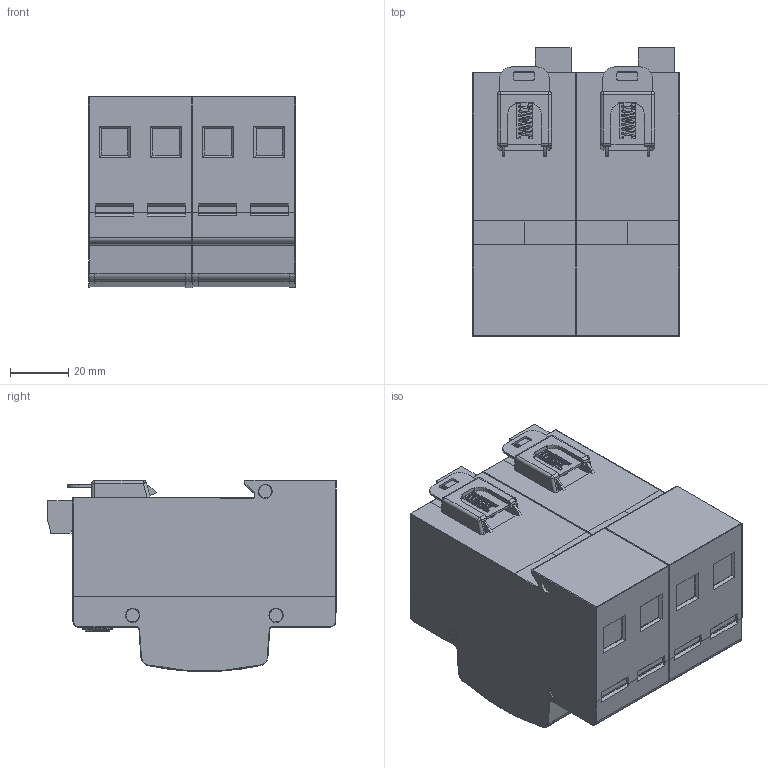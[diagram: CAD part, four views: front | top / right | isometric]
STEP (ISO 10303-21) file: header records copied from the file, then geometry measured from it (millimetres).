
FILE_DESCRIPTION (( 'STEP AP214' ), '1' );
FILE_NAME ('ﾊ2ﾐ ﾑﾂ 2+0 C.STEP', '2023-12-14T16:08:27', ( '' ), ( '' ), 'SwSTEP 2.0', 'SolidWorks 2018', '' );
FILE_SCHEMA (( 'AUTOMOTIVE_DESIGN' ));
Length unit declared in the file: millimetre
Products named in the file (12): 砎鵵鴈趌00; 庍1_鍧霟膰 瀔鍡譇籦鍷_def; _X2_0160_X0_ROUB M1.6x2.5 5.08, 3.81; ﾊ2ﾐ ﾑﾂ 2+0 C; 恃1_牮赅_def; 抔樦擨鴀 15EDGK-3.81-03P-14; 鎔艜 6x16 DIN965 Zn; 15EDGK - 3.81 3P; 庍1_摳諘_def; ﾇ瑟鶴 7822 ﾐﾓﾑ; 庍1_諘蜱齁罻 膴鵽; ÊÑ1_çàãëóøêà êâàäðàò
Assembly tree (23 placements, depth 3):
  ﾊ2ﾐ ﾑﾂ 2+0 C
    庍1_摳諘_def  x2
    恃1_牮赅_def  x2
    ÊÑ1_çàãëóøêà êâàäðàò
    庍1_諘蜱齁罻 膴鵽
    抔樦擨鴀 15EDGK-3.81-03P-14  x2
      15EDGK - 3.81 3P
      _X2_0160_X0_ROUB M1.6x2.5 5.08, 3.81
    ﾇ瑟鶴 7822 ﾐﾓﾑ  x2
    砎鵵鴈趌00  x2
    鎔艜 6x16 DIN965 Zn  x5
    庍1_鍧霟膰 瀔鍡譇籦鍷_def  x2
Bounding box: 70.86 x 99.09 x 65.65 mm (x, y, z)
Volume: 347137.5 mm3; surface area: 66010.2 mm2
Topology: 25 solids, 25 shells, 1379 faces, 3428 edges, 2152 vertices
Faces by surface type: plane 739, cylinder 308, cone 192, bspline 100, torus 30, sphere 10
Entity records: 24704 total; most frequent: CARTESIAN_POINT 7332, ORIENTED_EDGE 2904, DIRECTION 2842, EDGE_CURVE 1452, AXIS2_PLACEMENT_3D 949, LINE 944, VECTOR 944, VERTEX_POINT 917
